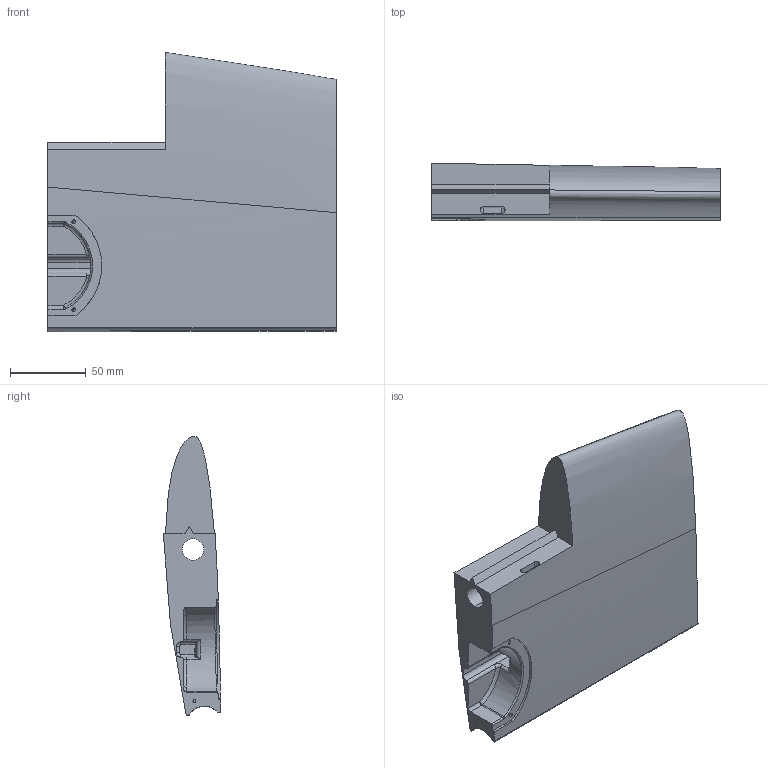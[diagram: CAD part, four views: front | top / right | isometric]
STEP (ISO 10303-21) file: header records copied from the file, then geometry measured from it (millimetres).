
FILE_DESCRIPTION (( 'STEP AP214' ), '1' );
FILE_NAME ('EXPLORA_VTOL_WING_L2.STEP', '2022-10-24T08:49:02', ( '' ), ( '' ), 'SwSTEP 2.0', 'SolidWorks 2021', '' );
FILE_SCHEMA (( 'AUTOMOTIVE_DESIGN' ));
Length unit declared in the file: millimetre
Products named in the file (1): EXPLORA_VTOL_WING_L2
Bounding box: 190 x 37.74 x 184.03 mm (x, y, z)
Volume: 733189.2 mm3; surface area: 89194.3 mm2
Topology: 1 solids, 1 shells, 120 faces, 298 edges, 178 vertices
Faces by surface type: cylinder 45, bspline 29, plane 28, torus 12, cone 4, sphere 2
Entity records: 6664 total; most frequent: CARTESIAN_POINT 4029, ORIENTED_EDGE 584, DIRECTION 495, EDGE_CURVE 292, AXIS2_PLACEMENT_3D 196, VERTEX_POINT 178, EDGE_LOOP 128, ADVANCED_FACE 120
